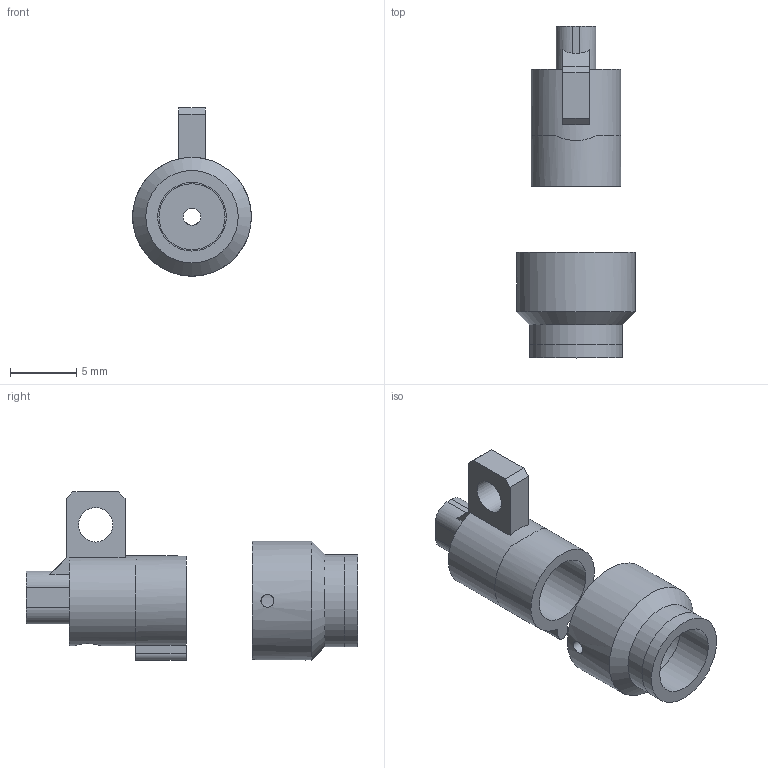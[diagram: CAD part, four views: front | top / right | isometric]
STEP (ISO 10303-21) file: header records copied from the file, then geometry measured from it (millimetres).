
FILE_DESCRIPTION(/* description */ (''),/* implementation_level */ '2;1');
FILE_NAME(/* name */ 'ScopeBody v6.step',/* time_stamp */ '2025-10-13T14:49:21+02:00',/* author */ (''),/* organization */ (''),/* preprocessor_version */ 'ST-DEVELOPER v20.1',/* originating_system */ 'Autodesk Translation Framework v14.17.0.0',/* authorisation */ '');
FILE_SCHEMA (('AUTOMOTIVE_DESIGN { 1 0 10303 214 3 1 1 }'));
Length unit declared in the file: millimetre
Products named in the file (1): ScopeBody
Bounding box: 9 x 25.14 x 12.75 mm (x, y, z)
Volume: 443.5 mm3; surface area: 962.7 mm2
Topology: 3 solids, 3 shells, 50 faces, 136 edges, 91 vertices
Faces by surface type: plane 27, cylinder 22, cone 1
Full cylindrical faces by diameter (mm): 0.969 x2, 1.3 x1, 1.85 x1, 2 x1, 2.6 x1, 5 x2, 5.2 x1, 6.8 x1, 7 x3, 9 x1
Entity records: 1794 total; most frequent: CARTESIAN_POINT 460, ORIENTED_EDGE 272, DIRECTION 272, EDGE_CURVE 136, AXIS2_PLACEMENT_3D 99, VERTEX_POINT 91, LINE 74, VECTOR 74
